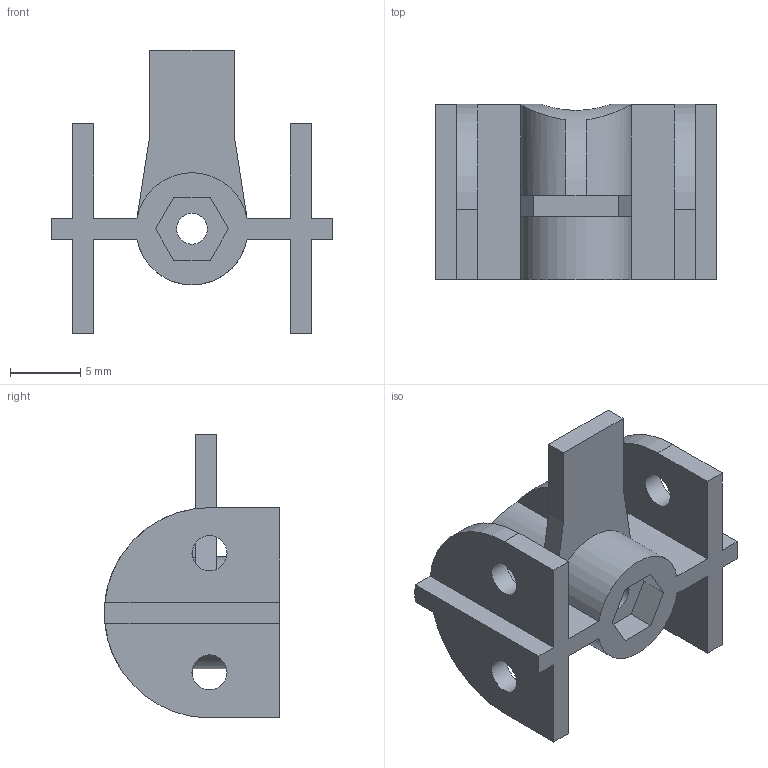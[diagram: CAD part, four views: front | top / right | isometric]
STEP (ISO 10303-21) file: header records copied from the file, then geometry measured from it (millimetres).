
FILE_DESCRIPTION(/* description */ (''),/* implementation_level */ '2;1');
FILE_NAME(/* name */ 'top_bridge.stp',/* time_stamp */ '2025-03-11T11:42:45Z',/* author */ ('diogo'),/* organization */ (''),/* preprocessor_version */ 'ST-DEVELOPER v19.2',/* originating_system */ 'Autodesk Inventor 2024',/* authorisation */ '');
FILE_SCHEMA (('AUTOMOTIVE_DESIGN { 1 0 10303 214 3 1 1 }'));
Length unit declared in the file: millimetre
Products named in the file (1): JunçãoMetades
Bounding box: 20 x 12.5 x 20.25 mm (x, y, z)
Volume: 1135.1 mm3; surface area: 1728.2 mm2
Topology: 1 solids, 1 shells, 51 faces, 144 edges, 97 vertices
Faces by surface type: plane 40, cylinder 11
Full cylindrical faces by diameter (mm): 2.2 x1, 2.5 x4, 5 x1
Entity records: 1774 total; most frequent: CARTESIAN_POINT 376, ORIENTED_EDGE 288, DIRECTION 265, EDGE_CURVE 144, LINE 105, VECTOR 105, VERTEX_POINT 97, AXIS2_PLACEMENT_3D 80
